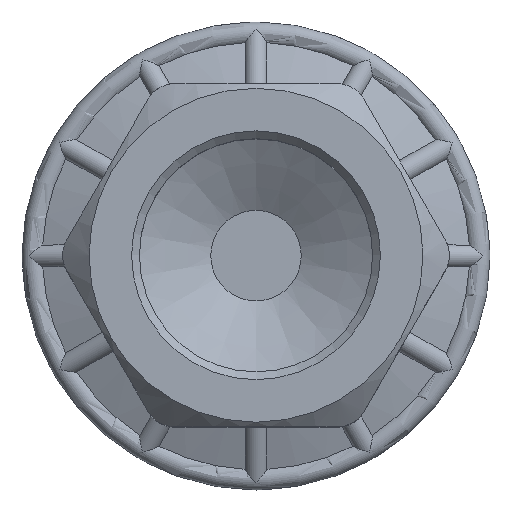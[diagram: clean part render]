
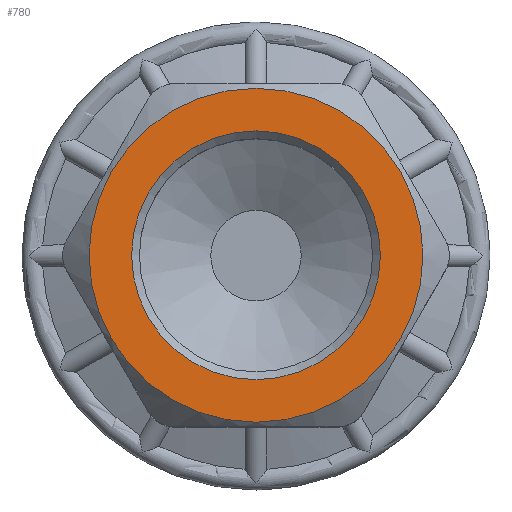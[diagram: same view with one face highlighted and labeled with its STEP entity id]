
A CAD part, top view. The second image highlights one B-rep face of the part: STEP entity #780.
In plain terms, the highlighted planar face has unit normal (0, 0, 1).
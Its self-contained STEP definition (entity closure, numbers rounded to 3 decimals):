
#780 = ADVANCED_FACE( '', ( #1604, #1605 ), #1606, .T. );
#1604 = FACE_BOUND( '', #3793, .T. );
#1605 = FACE_OUTER_BOUND( '', #3794, .T. );
#1606 = PLANE( '', #3795 );
#3793 = EDGE_LOOP( '', ( #5790 ) );
#3794 = EDGE_LOOP( '', ( #5791 ) );
#3795 = AXIS2_PLACEMENT_3D( '', #5792, #5793, #5794 );
#5790 = ORIENTED_EDGE( '', *, *, #6796, .T. );
#5791 = ORIENTED_EDGE( '', *, *, #6462, .F. );
#5792 = CARTESIAN_POINT( '', ( 0., 0., 24. ) );
#5793 = DIRECTION( '', ( 0., 0., 1. ) );
#5794 = DIRECTION( '', ( 1., 0., 0. ) );
#6462 = EDGE_CURVE( '', #7720, #7720, #7721, .T. );
#6796 = EDGE_CURVE( '', #8174, #8174, #8175, .F. );
#7720 = VERTEX_POINT( '', #10888 );
#7721 = CIRCLE( '', #10889, 10.702 );
#8174 = VERTEX_POINT( '', #12469 );
#8175 = CIRCLE( '', #12470, 7.975 );
#10888 = CARTESIAN_POINT( '', ( -10.702, 0., 24. ) );
#10889 = AXIS2_PLACEMENT_3D( '', #12792, #12793, #12794 );
#12469 = CARTESIAN_POINT( '', ( 7.975, 0., 24. ) );
#12470 = AXIS2_PLACEMENT_3D( '', #12879, #12880, #12881 );
#12792 = CARTESIAN_POINT( '', ( 0., 0., 24. ) );
#12793 = DIRECTION( '', ( 0., 0., -1. ) );
#12794 = DIRECTION( '', ( -1., 0., 0. ) );
#12879 = CARTESIAN_POINT( '', ( 0., 0., 24. ) );
#12880 = DIRECTION( '', ( 0., 0., 1. ) );
#12881 = DIRECTION( '', ( 1., 0., 0. ) );
